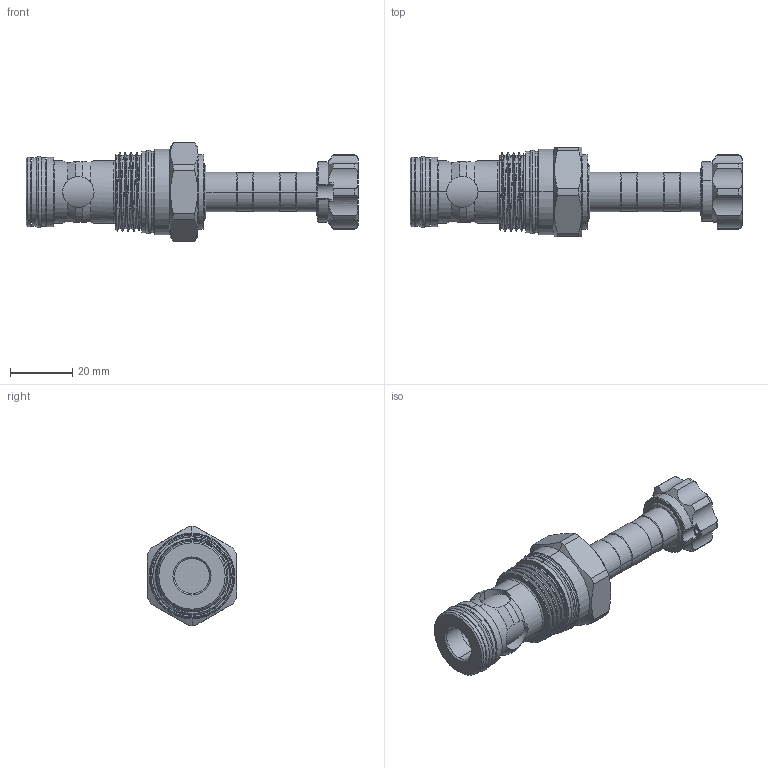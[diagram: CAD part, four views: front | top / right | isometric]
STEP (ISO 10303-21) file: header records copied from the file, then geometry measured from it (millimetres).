
FILE_DESCRIPTION (( 'STEP AP203' ), '1' );
FILE_NAME ('EP5A2A31N05.STEP', '2020-03-31T02:30:21', ( '' ), ( '' ), 'SwSTEP 2.0', 'SolidWorks 2018', '' );
FILE_SCHEMA (( 'CONFIG_CONTROL_DESIGN' ));
Length unit declared in the file: millimetre
Products named in the file (1): EP5A2A31N05
Bounding box: 106.4 x 28.57 x 31.8 mm (x, y, z)
Volume: 33159.2 mm3; surface area: 11870.1 mm2
Topology: 6 solids, 6 shells, 234 faces, 577 edges, 366 vertices
Faces by surface type: cylinder 122, cone 42, torus 34, plane 31, bspline 5
Entity records: 11149 total; most frequent: CARTESIAN_POINT 5658, ORIENTED_EDGE 1154, DIRECTION 1140, EDGE_CURVE 577, AXIS2_PLACEMENT_3D 495, VERTEX_POINT 366, CIRCLE 265, EDGE_LOOP 257
